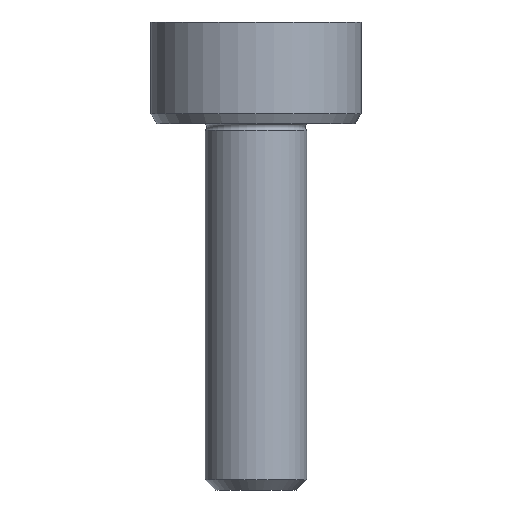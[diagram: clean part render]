
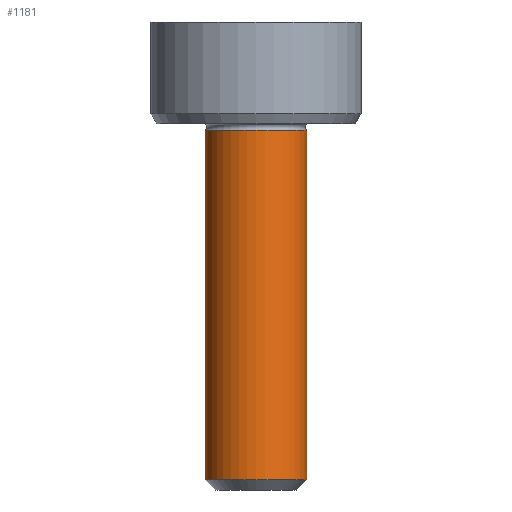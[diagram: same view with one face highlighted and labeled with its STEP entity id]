
A CAD part, front view. The second image highlights one B-rep face of the part: STEP entity #1181.
In plain terms, the highlighted cylindrical face has radius 1.5 mm (diameter 3 mm), a full revolution.
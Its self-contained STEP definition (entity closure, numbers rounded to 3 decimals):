
#16=CYLINDRICAL_SURFACE('',#1245,1.5);
#29=CIRCLE('',#1244,1.5);
#30=CIRCLE('',#1246,1.5);
#31=CIRCLE('',#1247,1.5);
#146=FACE_OUTER_BOUND('',#213,.T.);
#213=EDGE_LOOP('',(#1035,#1036,#1037,#1038,#1039));
#302=LINE('',#2410,#384);
#384=VECTOR('',#1415,1.5);
#570=VERTEX_POINT('',#2402);
#571=VERTEX_POINT('',#2406);
#572=VERTEX_POINT('',#2407);
#740=EDGE_CURVE('',#570,#570,#29,.T.);
#742=EDGE_CURVE('',#571,#572,#30,.T.);
#743=EDGE_CURVE('',#572,#571,#31,.T.);
#744=EDGE_CURVE('',#572,#570,#302,.T.);
#1035=ORIENTED_EDGE('',*,*,#742,.F.);
#1036=ORIENTED_EDGE('',*,*,#743,.F.);
#1037=ORIENTED_EDGE('',*,*,#744,.T.);
#1038=ORIENTED_EDGE('',*,*,#740,.T.);
#1039=ORIENTED_EDGE('',*,*,#744,.F.);
#1181=ADVANCED_FACE('',(#146),#16,.T.);
#1244=AXIS2_PLACEMENT_3D('',#2403,#1406,#1407);
#1245=AXIS2_PLACEMENT_3D('',#2405,#1409,#1410);
#1246=AXIS2_PLACEMENT_3D('',#2408,#1411,#1412);
#1247=AXIS2_PLACEMENT_3D('',#2409,#1413,#1414);
#1406=DIRECTION('center_axis',(0.,0.,1.));
#1407=DIRECTION('ref_axis',(0.,-1.,0.));
#1409=DIRECTION('center_axis',(0.,0.,1.));
#1410=DIRECTION('ref_axis',(0.,-1.,0.));
#1411=DIRECTION('center_axis',(0.,0.,1.));
#1412=DIRECTION('ref_axis',(0.,-1.,0.));
#1413=DIRECTION('center_axis',(0.,0.,1.));
#1414=DIRECTION('ref_axis',(0.,-1.,0.));
#1415=DIRECTION('',(0.,0.,-1.));
#2402=CARTESIAN_POINT('',(0.,1.5,-10.5));
#2403=CARTESIAN_POINT('Origin',(0.,0.,-10.5));
#2405=CARTESIAN_POINT('Origin',(0.,0.,-5.343));
#2406=CARTESIAN_POINT('',(-1.5,0.,-0.187));
#2407=CARTESIAN_POINT('',(0.,1.5,-0.187));
#2408=CARTESIAN_POINT('Origin',(0.,0.,-0.187));
#2409=CARTESIAN_POINT('Origin',(0.,0.,-0.187));
#2410=CARTESIAN_POINT('',(0.,1.5,-5.343));
